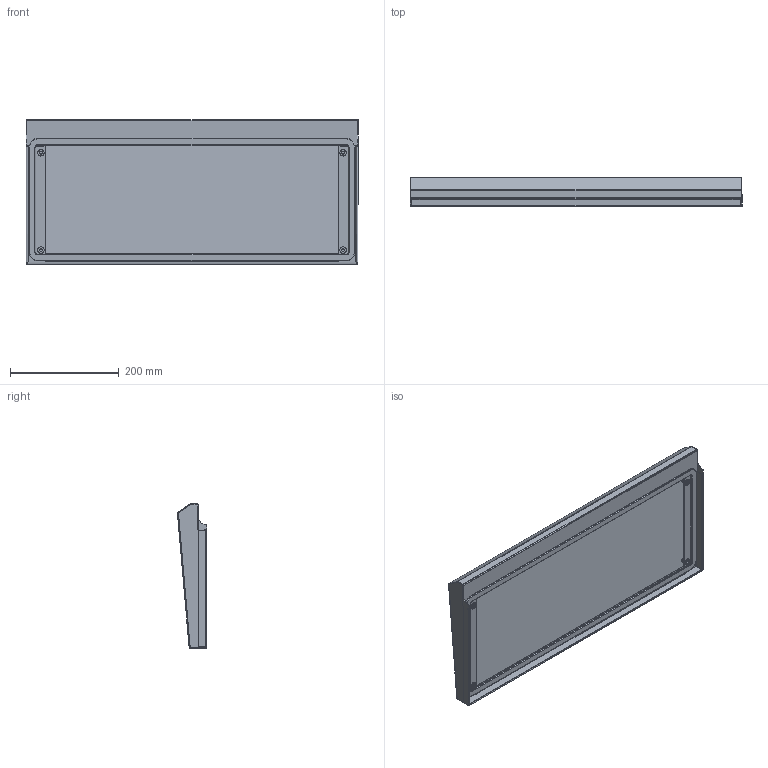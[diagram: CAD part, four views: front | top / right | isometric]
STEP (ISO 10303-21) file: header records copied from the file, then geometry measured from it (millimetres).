
FILE_DESCRIPTION (( 'STEP AP214' ), '1' );
FILE_NAME ('600õ250.STEP', '2024-01-26T08:38:53', ( '' ), ( '' ), 'SwSTEP 2.0', 'SolidWorks 2022', '' );
FILE_SCHEMA (( 'AUTOMOTIVE_DESIGN' ));
Length unit declared in the file: millimetre
Products named in the file (4): 600х250; Уплотнитель козырька ЩМП КИВА 240.07.00_600х250; КИВА 240.07.01-30.15_-60.25 (600х250); Заклёпка резьбовая_Заклёпка резьбовая М6
Assembly tree (6 placements, depth 2):
  600х250
    КИВА 240.07.01-30.15_-60.25 (600х250)
    Заклёпка резьбовая_Заклёпка резьбовая М6  x4
    Уплотнитель козырька ЩМП КИВА 240.07.00_600х250
Bounding box: 610 x 53.63 x 265 mm (x, y, z)
Volume: 343362.2 mm3; surface area: 620550.6 mm2
Topology: 6 solids, 6 shells, 254 faces, 572 edges, 344 vertices
Faces by surface type: plane 132, cylinder 84, torus 24, cone 8, bspline 6
Entity records: 6332 total; most frequent: CARTESIAN_POINT 1488, DIRECTION 1008, ORIENTED_EDGE 940, EDGE_CURVE 470, AXIS2_PLACEMENT_3D 356, VECTOR 296, LINE 296, VERTEX_POINT 278
